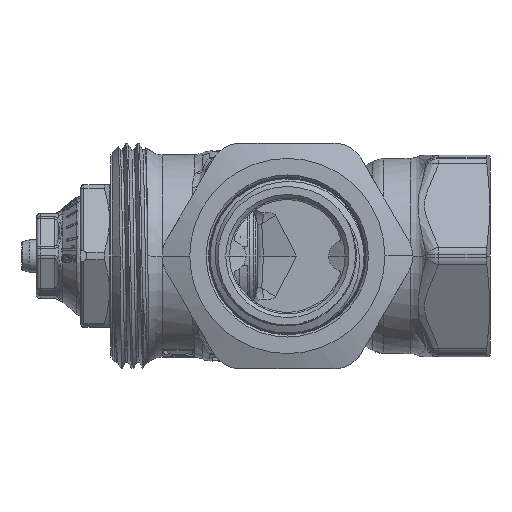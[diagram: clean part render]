
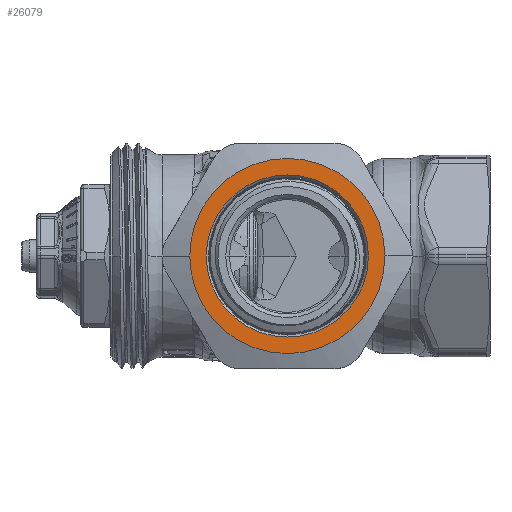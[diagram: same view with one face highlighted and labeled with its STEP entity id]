
A CAD part, left-side view. The second image highlights one B-rep face of the part: STEP entity #26079.
In plain terms, the highlighted planar face has unit normal (-1, 0, 0).
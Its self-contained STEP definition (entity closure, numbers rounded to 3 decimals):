
#4542=CARTESIAN_POINT('',(-35.7,0.,0.));
#4543=DIRECTION('',(-1.,0.,0.));
#4544=DIRECTION('',(0.,1.,0.));
#4545=AXIS2_PLACEMENT_3D('',#4542,#4543,#4544);
#4547=CARTESIAN_POINT('',(-35.7,0.,0.));
#4548=DIRECTION('',(-1.,0.,0.));
#4549=DIRECTION('',(0.,-1.,0.));
#4550=AXIS2_PLACEMENT_3D('',#4547,#4548,#4549);
#4704=CARTESIAN_POINT('',(-35.7,0.,0.));
#4705=DIRECTION('',(-1.,0.,0.));
#4706=DIRECTION('',(0.,0.,1.));
#4707=AXIS2_PLACEMENT_3D('',#4704,#4705,#4706);
#4714=CARTESIAN_POINT('',(-35.7,0.,0.));
#4715=DIRECTION('',(-1.,0.,0.));
#4716=DIRECTION('',(0.,0.,-1.));
#4717=AXIS2_PLACEMENT_3D('',#4714,#4715,#4716);
#20805=CARTESIAN_POINT('',(-35.7,0.,10.8));
#20806=CARTESIAN_POINT('',(-35.7,0.,-10.8));
#20807=VERTEX_POINT('',#20805);
#20808=VERTEX_POINT('',#20806);
#20813=CARTESIAN_POINT('',(-35.7,13.,0.));
#20814=CARTESIAN_POINT('',(-35.7,-13.,0.));
#20815=VERTEX_POINT('',#20813);
#20816=VERTEX_POINT('',#20814);
#26063=CARTESIAN_POINT('',(-35.7,0.,0.));
#26064=DIRECTION('',(1.,0.,0.));
#26065=DIRECTION('',(0.,-1.,0.));
#26066=AXIS2_PLACEMENT_3D('',#26063,#26064,#26065);
#26067=PLANE('',#26066);
#26068=ORIENTED_EDGE('',*,*,#26047,.F.);
#26070=ORIENTED_EDGE('',*,*,#26069,.F.);
#26071=EDGE_LOOP('',(#26068,#26070));
#26072=FACE_OUTER_BOUND('',#26071,.F.);
#26074=ORIENTED_EDGE('',*,*,#26073,.T.);
#26076=ORIENTED_EDGE('',*,*,#26075,.T.);
#26077=EDGE_LOOP('',(#26074,#26076));
#26078=FACE_BOUND('',#26077,.F.);
#26079=ADVANCED_FACE('',(#26072,#26078),#26067,.F.);
#4546=CIRCLE('',#4545,13.);
#4551=CIRCLE('',#4550,13.);
#4708=CIRCLE('',#4707,10.8);
#4718=CIRCLE('',#4717,10.8);
#26047=EDGE_CURVE('',#20815,#20816,#4546,.T.);
#26069=EDGE_CURVE('',#20816,#20815,#4551,.T.);
#26073=EDGE_CURVE('',#20807,#20808,#4708,.T.);
#26075=EDGE_CURVE('',#20808,#20807,#4718,.T.);
